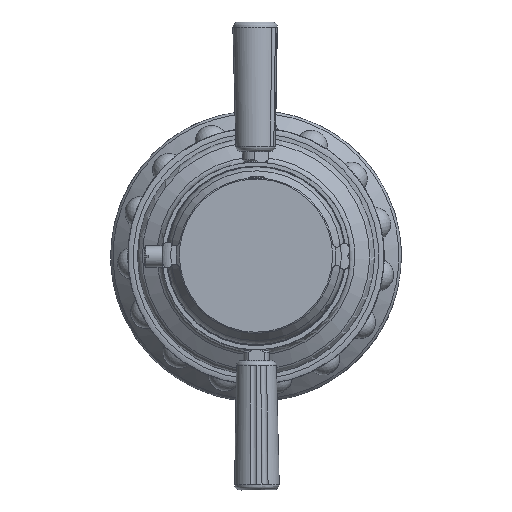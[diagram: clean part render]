
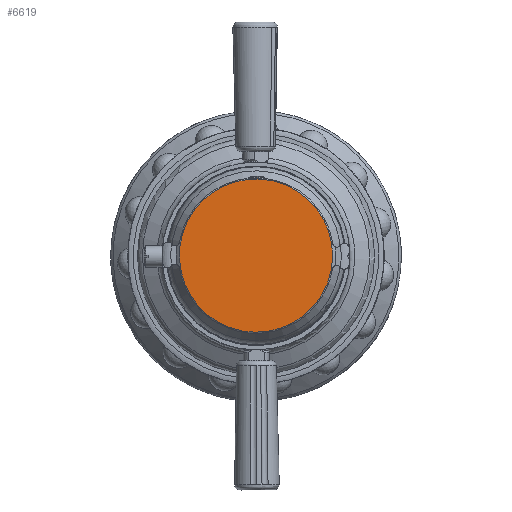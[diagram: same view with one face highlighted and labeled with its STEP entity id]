
A CAD part, top view. The second image highlights one B-rep face of the part: STEP entity #6619.
In plain terms, the highlighted planar face has unit normal (0, 0, 1).
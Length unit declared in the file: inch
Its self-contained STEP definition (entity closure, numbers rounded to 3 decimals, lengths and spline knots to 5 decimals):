
#267 = EDGE_CURVE ( 'NONE', #1206, #1206, #8353, .T. ) ;
#1093 = ORIENTED_EDGE ( 'NONE', *, *, #267, .T. ) ;
#1206 = VERTEX_POINT ( 'NONE', #7194 ) ;
#2615 = DIRECTION ( 'NONE',  ( -0.008, -1., 0. ) ) ;
#3828 = DIRECTION ( 'NONE',  ( 0., 0., 1. ) ) ;
#6619 = ADVANCED_FACE ( 'NONE', ( #9146 ), #11134, .F. ) ;
#7088 = DIRECTION ( 'NONE',  ( 0.008, 1., 0. ) ) ;
#7194 = CARTESIAN_POINT ( 'NONE',  ( -0.01365, -1.81145, 5.59615 ) ) ;
#8056 = CARTESIAN_POINT ( 'NONE',  ( 2.49993, -0.01884, 5.59615 ) ) ;
#8250 = DIRECTION ( 'NONE',  ( 0., 0., -1. ) ) ;
#8353 = CIRCLE ( 'NONE', #10797, 1.8115 ) ;
#8585 = AXIS2_PLACEMENT_3D ( 'NONE', #8056, #8250, #7088 ) ;
#9146 = FACE_OUTER_BOUND ( 'NONE', #9223, .T. ) ;
#9223 = EDGE_LOOP ( 'NONE', ( #1093 ) ) ;
#10797 = AXIS2_PLACEMENT_3D ( 'NONE', #12454, #3828, #2615 ) ;
#11134 = PLANE ( 'NONE',  #8585 ) ;
#12454 = CARTESIAN_POINT ( 'NONE',  ( 0., 0., 5.59615 ) ) ;
